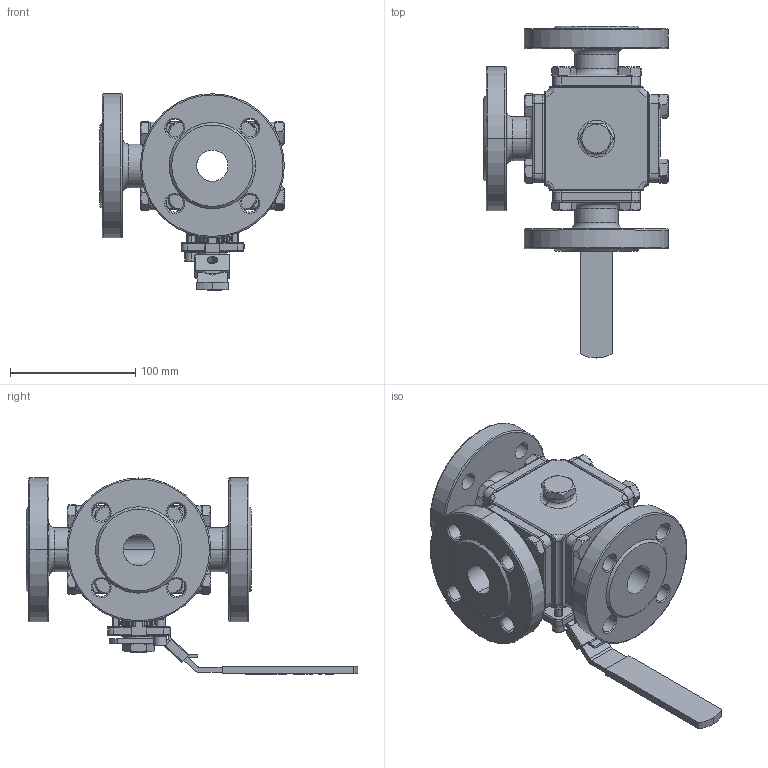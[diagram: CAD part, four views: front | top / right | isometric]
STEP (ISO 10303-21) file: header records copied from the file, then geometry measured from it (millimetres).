
FILE_DESCRIPTION (( 'STEP AP214' ), '1' );
FILE_NAME ('KT112-3-Wege-Kugelhahn-DN25-PN40-Handhebel-Fergo.STEP', '2022-10-11T09:17:55', ( '' ), ( '' ), 'SwSTEP 2.0', 'SolidWorks 2022', '' );
FILE_SCHEMA (( 'AUTOMOTIVE_DESIGN' ));
Length unit declared in the file: millimetre
Products named in the file (1): KT112-3-Wege-Kugelhahn-DN25-PN40-Handhebel-Fergo
Bounding box: 147.5 x 265 x 157 mm (x, y, z)
Volume: 1189272 mm3; surface area: 236139.8 mm2
Topology: 19 solids, 19 shells, 1790 faces, 4658 edges, 2958 vertices
Faces by surface type: plane 913, cylinder 383, bspline 233, cone 169, torus 92
Entity records: 76393 total; most frequent: CARTESIAN_POINT 33528, ORIENTED_EDGE 9316, DIRECTION 7730, EDGE_CURVE 4658, VERTEX_POINT 2958, VECTOR 2604, LINE 2604, AXIS2_PLACEMENT_3D 2563
